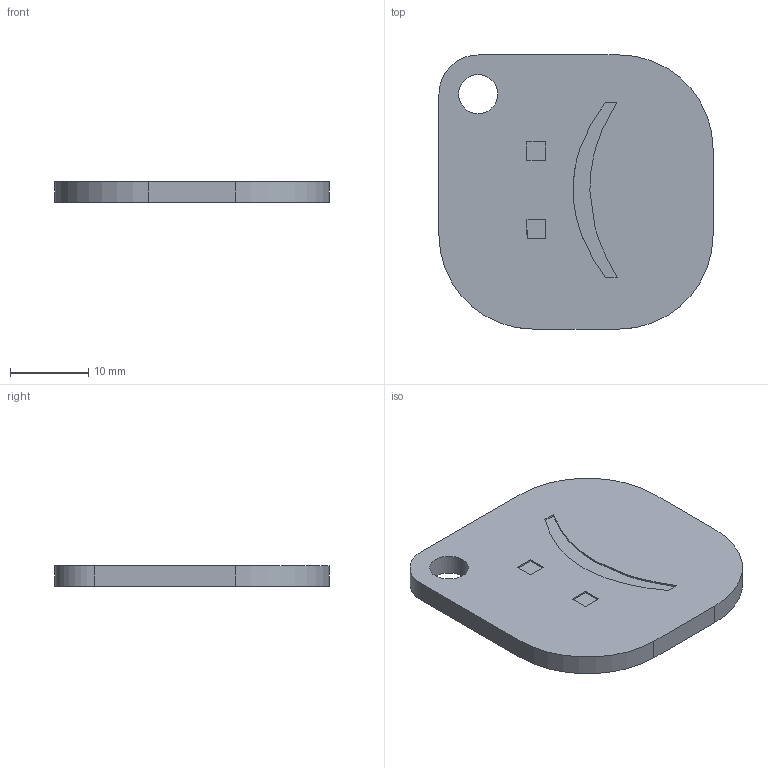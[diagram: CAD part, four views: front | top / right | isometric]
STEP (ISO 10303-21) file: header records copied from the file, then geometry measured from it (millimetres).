
FILE_DESCRIPTION(/* description */ ('','CAx-IF Rec.Pracs.---Representation and Presentation of Product Manufacturing Information (PMI)---4.0---2014-10-13'),/* implementation_level */ '2;1');
FILE_NAME(/* name */ 'Sad Face Keychain.step',/* time_stamp */ '2024-12-26T12:37:39+11:00',/* author */ (''),/* organization */ (''),/* preprocessor_version */ 'ST-DEVELOPER v20',/* originating_system */ 'Autodesk Translation Framework v13.20.0.188',/* authorisation */ '');
FILE_SCHEMA (('AP242_MANAGED_MODEL_BASED_3D_ENGINEERING_MIM_LF { 1 0 10303 442 1 1 4 }'));
Length unit declared in the file: millimetre
Products named in the file (3): :( Keychain; Sad Face; Keychain Body
Assembly tree (2 placements, depth 2):
  :( Keychain
    Sad Face
    Keychain Body
Bounding box: 35 x 35 x 2.6 mm (x, y, z)
Volume: 2665.3 mm3; surface area: 3826.2 mm2
Topology: 4 solids, 5 shells, 59 faces, 138 edges, 92 vertices
Faces by surface type: plane 37, bspline 16, cylinder 6
Full cylindrical faces by diameter (mm): 5 x1, 25.4 x1
Entity records: 1916 total; most frequent: CARTESIAN_POINT 566, ORIENTED_EDGE 276, DIRECTION 214, EDGE_CURVE 138, LINE 94, VECTOR 94, VERTEX_POINT 92, EDGE_LOOP 64
